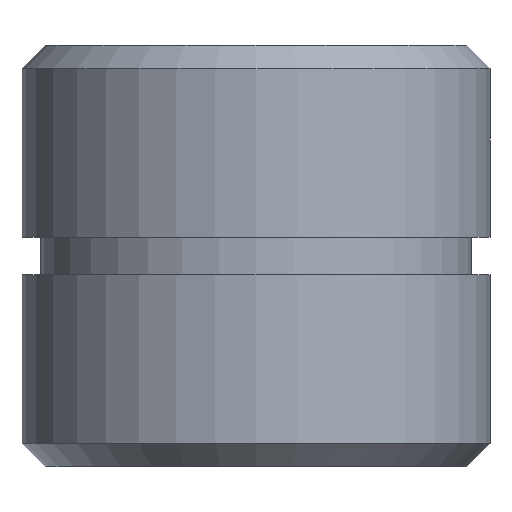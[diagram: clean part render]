
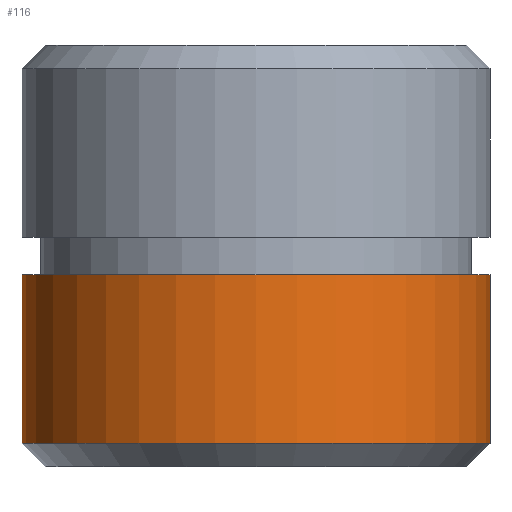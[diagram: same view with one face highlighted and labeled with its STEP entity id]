
A CAD part, front view. The second image highlights one B-rep face of the part: STEP entity #116.
In plain terms, the highlighted cylindrical face has radius 10 mm (diameter 20 mm), a full revolution.
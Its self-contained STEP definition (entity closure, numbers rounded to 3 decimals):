
#19=CYLINDRICAL_SURFACE('',#130,10.);
#24=FACE_BOUND('',#46,.T.);
#34=FACE_OUTER_BOUND('',#45,.T.);
#45=EDGE_LOOP('',(#95));
#46=EDGE_LOOP('',(#96));
#64=CIRCLE('',#129,10.);
#65=CIRCLE('',#131,10.);
#74=VERTEX_POINT('',#193);
#75=VERTEX_POINT('',#196);
#84=EDGE_CURVE('',#74,#74,#64,.T.);
#85=EDGE_CURVE('',#75,#75,#65,.T.);
#95=ORIENTED_EDGE('',*,*,#85,.T.);
#96=ORIENTED_EDGE('',*,*,#84,.F.);
#116=ADVANCED_FACE('',(#34,#24),#19,.T.);
#129=AXIS2_PLACEMENT_3D('',#194,#153,#154);
#130=AXIS2_PLACEMENT_3D('',#195,#155,#156);
#131=AXIS2_PLACEMENT_3D('',#197,#157,#158);
#153=DIRECTION('center_axis',(0.,0.,-1.));
#154=DIRECTION('ref_axis',(-1.,0.,0.));
#155=DIRECTION('center_axis',(0.,0.,1.));
#156=DIRECTION('ref_axis',(-1.,0.,0.));
#157=DIRECTION('center_axis',(0.,0.,-1.));
#158=DIRECTION('ref_axis',(-1.,0.,0.));
#193=CARTESIAN_POINT('',(10.,0.,-8.));
#194=CARTESIAN_POINT('Origin',(0.,0.,-8.));
#195=CARTESIAN_POINT('Origin',(0.,0.,0.));
#196=CARTESIAN_POINT('',(-10.,0.,-0.8));
#197=CARTESIAN_POINT('Origin',(0.,0.,-0.8));
